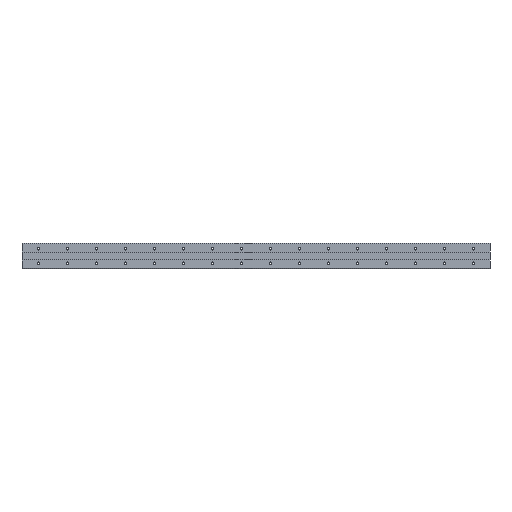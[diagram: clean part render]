
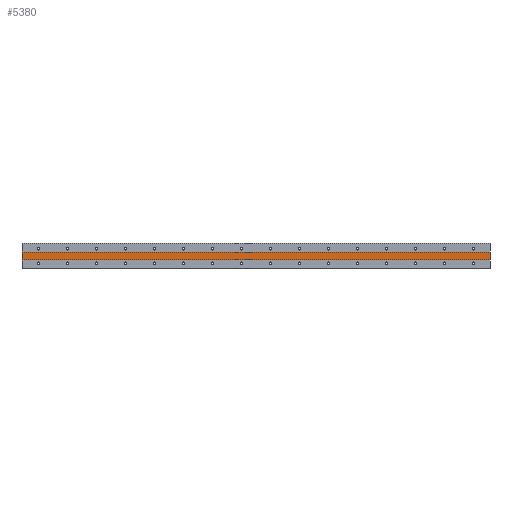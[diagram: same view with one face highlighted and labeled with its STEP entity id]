
A CAD part, front view. The second image highlights one B-rep face of the part: STEP entity #5380.
In plain terms, the highlighted planar face has unit normal (0, -1, 0).
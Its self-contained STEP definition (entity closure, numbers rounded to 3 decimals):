
#8 = LINE ( 'NONE', #3714, #5900 ) ;
#105 = VERTEX_POINT ( 'NONE', #4576 ) ;
#207 = VERTEX_POINT ( 'NONE', #4537 ) ;
#276 = CARTESIAN_POINT ( 'NONE',  ( -45., 1., 34.482 ) ) ;
#556 = CARTESIAN_POINT ( 'NONE',  ( 1245., 1., -10. ) ) ;
#560 = FACE_OUTER_BOUND ( 'NONE', #3753, .T. ) ;
#721 = ORIENTED_EDGE ( 'NONE', *, *, #1404, .F. ) ;
#844 = AXIS2_PLACEMENT_3D ( 'NONE', #5684, #2471, #5211 ) ;
#988 = DIRECTION ( 'NONE',  ( 0., 0., -1. ) ) ;
#1117 = ORIENTED_EDGE ( 'NONE', *, *, #2658, .T. ) ;
#1157 = LINE ( 'NONE', #276, #3611 ) ;
#1182 = CARTESIAN_POINT ( 'NONE',  ( 1245., 1., -10. ) ) ;
#1404 = EDGE_CURVE ( 'NONE', #207, #1504, #5899, .T. ) ;
#1452 = VECTOR ( 'NONE', #988, 1000. ) ;
#1504 = VERTEX_POINT ( 'NONE', #556 ) ;
#2034 = ORIENTED_EDGE ( 'NONE', *, *, #3931, .T. ) ;
#2302 = VECTOR ( 'NONE', #2614, 1000. ) ;
#2471 = DIRECTION ( 'NONE',  ( 0., 1., 0. ) ) ;
#2614 = DIRECTION ( 'NONE',  ( 1., 0., 0. ) ) ;
#2658 = EDGE_CURVE ( 'NONE', #105, #1504, #2984, .T. ) ;
#2809 = CARTESIAN_POINT ( 'NONE',  ( 1245., 1., 34.482 ) ) ;
#2908 = ORIENTED_EDGE ( 'NONE', *, *, #5582, .F. ) ;
#2944 = PLANE ( 'NONE',  #844 ) ;
#2984 = LINE ( 'NONE', #1182, #2302 ) ;
#3141 = VERTEX_POINT ( 'NONE', #3306 ) ;
#3306 = CARTESIAN_POINT ( 'NONE',  ( -45., 1., 10. ) ) ;
#3611 = VECTOR ( 'NONE', #5789, 1000. ) ;
#3714 = CARTESIAN_POINT ( 'NONE',  ( 1245., 1., 10. ) ) ;
#3739 = DIRECTION ( 'NONE',  ( 1., 0., 0. ) ) ;
#3753 = EDGE_LOOP ( 'NONE', ( #1117, #721, #2908, #2034 ) ) ;
#3931 = EDGE_CURVE ( 'NONE', #3141, #105, #1157, .T. ) ;
#4537 = CARTESIAN_POINT ( 'NONE',  ( 1245., 1., 10. ) ) ;
#4576 = CARTESIAN_POINT ( 'NONE',  ( -45., 1., -10. ) ) ;
#5211 = DIRECTION ( 'NONE',  ( 0., 0., 1. ) ) ;
#5380 = ADVANCED_FACE ( 'NONE', ( #560 ), #2944, .F. ) ;
#5582 = EDGE_CURVE ( 'NONE', #3141, #207, #8, .T. ) ;
#5684 = CARTESIAN_POINT ( 'NONE',  ( 1245., 1., 10. ) ) ;
#5789 = DIRECTION ( 'NONE',  ( 0., 0., -1. ) ) ;
#5899 = LINE ( 'NONE', #2809, #1452 ) ;
#5900 = VECTOR ( 'NONE', #3739, 1000. ) ;
